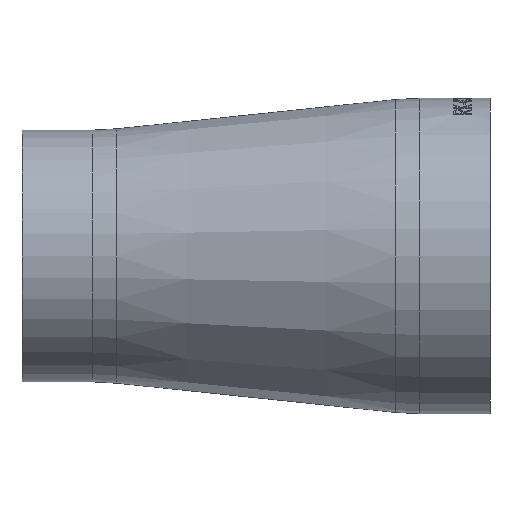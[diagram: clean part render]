
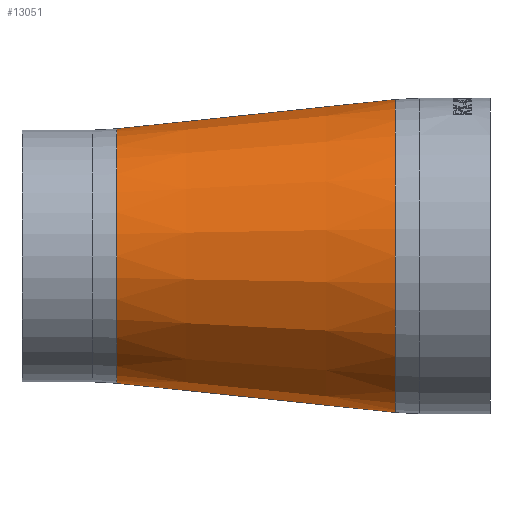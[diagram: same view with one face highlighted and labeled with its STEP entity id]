
A CAD part, left-side view. The second image highlights one B-rep face of the part: STEP entity #13051.
In plain terms, the highlighted conical face has half-angle 5.994 degrees and reference radius 13.587 mm.
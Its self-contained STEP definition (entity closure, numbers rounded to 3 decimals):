
#975 = CARTESIAN_POINT ( 'NONE',  ( 0., 39.889, -13.587 ) ) ;
#1116 = VERTEX_POINT ( 'NONE', #3099 ) ;
#1602 = DIRECTION ( 'NONE',  ( 0., -1., 0. ) ) ;
#3099 = CARTESIAN_POINT ( 'NONE',  ( 0., 10.111, -16.713 ) ) ;
#3189 = DIRECTION ( 'NONE',  ( 0., 0., -1. ) ) ;
#4585 = ORIENTED_EDGE ( 'NONE', *, *, #12595, .T. ) ;
#5981 = CIRCLE ( 'NONE', #8488, 13.587 ) ;
#6501 = DIRECTION ( 'NONE',  ( 0., 0., -1. ) ) ;
#6723 = AXIS2_PLACEMENT_3D ( 'NONE', #14389, #8882, #3189 ) ;
#7397 = EDGE_CURVE ( 'NONE', #1116, #1116, #12596, .T. ) ;
#7647 = FACE_OUTER_BOUND ( 'NONE', #14303, .T. ) ;
#8163 = CONICAL_SURFACE ( 'NONE', #11003, 13.587, 0.105 ) ;
#8488 = AXIS2_PLACEMENT_3D ( 'NONE', #10503, #1602, #12810 ) ;
#8829 = VERTEX_POINT ( 'NONE', #975 ) ;
#8882 = DIRECTION ( 'NONE',  ( 0., -1., 0. ) ) ;
#9463 = EDGE_LOOP ( 'NONE', ( #4585 ) ) ;
#10503 = CARTESIAN_POINT ( 'NONE',  ( 0., 39.889, 0. ) ) ;
#11003 = AXIS2_PLACEMENT_3D ( 'NONE', #11058, #11013, #6501 ) ;
#11013 = DIRECTION ( 'NONE',  ( 0., -1., 0. ) ) ;
#11058 = CARTESIAN_POINT ( 'NONE',  ( 0., 39.889, 0. ) ) ;
#12595 = EDGE_CURVE ( 'NONE', #8829, #8829, #5981, .T. ) ;
#12596 = CIRCLE ( 'NONE', #6723, 16.713 ) ;
#12810 = DIRECTION ( 'NONE',  ( 0., 0., -1. ) ) ;
#13051 = ADVANCED_FACE ( 'NONE', ( #7647, #13641 ), #8163, .T. ) ;
#13071 = ORIENTED_EDGE ( 'NONE', *, *, #7397, .F. ) ;
#13641 = FACE_BOUND ( 'NONE', #9463, .T. ) ;
#14303 = EDGE_LOOP ( 'NONE', ( #13071 ) ) ;
#14389 = CARTESIAN_POINT ( 'NONE',  ( 0., 10.111, 0. ) ) ;
